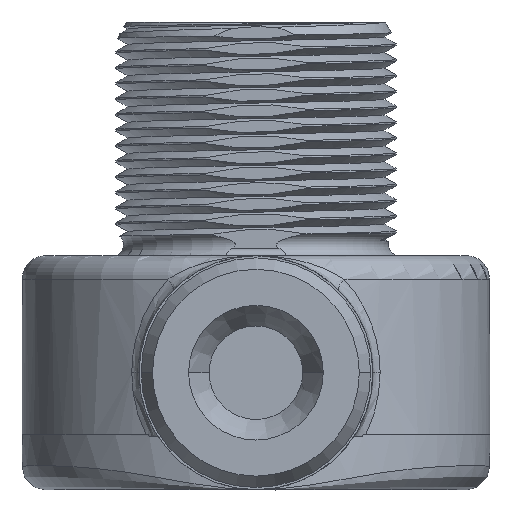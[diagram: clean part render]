
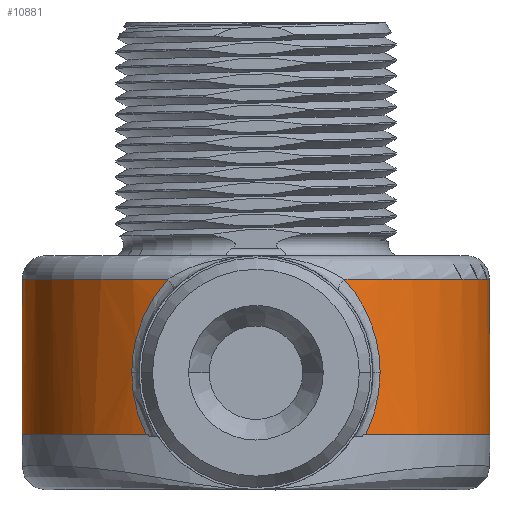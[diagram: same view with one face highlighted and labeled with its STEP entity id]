
A CAD part, front view. The second image highlights one B-rep face of the part: STEP entity #10881.
In plain terms, the highlighted cylindrical face has radius 15 mm (diameter 30 mm), a partial arc.
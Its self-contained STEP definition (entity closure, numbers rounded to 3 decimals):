
#4832=CARTESIAN_POINT('',(5.645,-13.897,
-1.5));
#4866=CARTESIAN_POINT('',(0.,0.,-11.468));
#4867=DIRECTION('',(0.,0.,1.));
#4868=DIRECTION('',(0.47,-0.883,0.));
#4869=AXIS2_PLACEMENT_3D('',#4866,#4867,#4868);
#4871=CARTESIAN_POINT('',(7.047,-13.241,-11.468));
#4872=CARTESIAN_POINT('',(7.111,-13.208,
-11.339));
#4873=CARTESIAN_POINT('',(7.231,-13.142,
-11.08));
#4874=CARTESIAN_POINT('',(7.391,-13.053,
-10.686));
#4875=CARTESIAN_POINT('',(7.531,-12.973,
-10.289));
#4876=CARTESIAN_POINT('',(7.651,-12.902,
-9.889));
#4877=CARTESIAN_POINT('',(7.751,-12.842,
-9.489));
#4878=CARTESIAN_POINT('',(7.831,-12.793,
-9.088));
#4879=CARTESIAN_POINT('',(7.893,-12.755,
-8.689));
#4880=CARTESIAN_POINT('',(7.937,-12.728,
-8.29));
#4881=CARTESIAN_POINT('',(7.963,-12.712,
-7.894));
#4882=CARTESIAN_POINT('',(7.969,-12.708,
-7.631));
#4883=CARTESIAN_POINT('',(7.969,-12.708,
-7.5));
#4885=CARTESIAN_POINT('',(7.969,-12.708,
-7.5));
#4886=CARTESIAN_POINT('',(7.969,-12.708,
-7.363));
#4887=CARTESIAN_POINT('',(7.962,-12.712,
-7.089));
#4888=CARTESIAN_POINT('',(7.934,-12.73,
-6.674));
#4889=CARTESIAN_POINT('',(7.886,-12.76,
-6.256));
#4890=CARTESIAN_POINT('',(7.818,-12.801,
-5.838));
#4891=CARTESIAN_POINT('',(7.729,-12.855,
-5.418));
#4892=CARTESIAN_POINT('',(7.62,-12.921,
-4.999));
#4893=CARTESIAN_POINT('',(7.488,-12.998,
-4.58));
#4894=CARTESIAN_POINT('',(7.334,-13.085,
-4.165));
#4895=CARTESIAN_POINT('',(7.157,-13.183,
-3.754));
#4896=CARTESIAN_POINT('',(6.958,-13.289,
-3.348));
#4897=CARTESIAN_POINT('',(6.736,-13.403,
-2.951));
#4898=CARTESIAN_POINT('',(6.493,-13.523,
-2.565));
#4899=CARTESIAN_POINT('',(6.23,-13.646,
-2.193));
#4900=CARTESIAN_POINT('',(5.947,-13.772,
-1.836));
#4901=CARTESIAN_POINT('',(5.747,-13.856,
-1.61));
#4902=CARTESIAN_POINT('',(5.645,-13.897,
-1.5));
#4904=CARTESIAN_POINT('',(0.,0.,-1.5));
#4905=DIRECTION('',(0.,0.,-1.));
#4906=DIRECTION('',(-1.,0.,0.));
#4907=AXIS2_PLACEMENT_3D('',#4904,#4905,#4906);
#4909=CARTESIAN_POINT('',(0.,0.,-1.5));
#4910=DIRECTION('',(0.,0.,-1.));
#4911=DIRECTION('',(-0.376,-0.926,0.));
#4912=AXIS2_PLACEMENT_3D('',#4909,#4910,#4911);
#4914=CARTESIAN_POINT('',(-5.644,-13.897,
-1.5));
#4915=CARTESIAN_POINT('',(-5.747,-13.856,
-1.61));
#4916=CARTESIAN_POINT('',(-5.947,-13.772,
-1.836));
#4917=CARTESIAN_POINT('',(-6.23,-13.646,
-2.193));
#4918=CARTESIAN_POINT('',(-6.493,-13.523,
-2.565));
#4919=CARTESIAN_POINT('',(-6.736,-13.403,
-2.951));
#4920=CARTESIAN_POINT('',(-6.958,-13.289,
-3.348));
#4921=CARTESIAN_POINT('',(-7.157,-13.183,
-3.754));
#4922=CARTESIAN_POINT('',(-7.334,-13.085,-4.165));
#4923=CARTESIAN_POINT('',(-7.488,-12.998,
-4.58));
#4924=CARTESIAN_POINT('',(-7.619,-12.921,
-4.998));
#4925=CARTESIAN_POINT('',(-7.729,-12.855,
-5.417));
#4926=CARTESIAN_POINT('',(-7.818,-12.802,
-5.837));
#4927=CARTESIAN_POINT('',(-7.886,-12.76,
-6.256));
#4928=CARTESIAN_POINT('',(-7.934,-12.73,
-6.674));
#4929=CARTESIAN_POINT('',(-7.962,-12.712,
-7.089));
#4930=CARTESIAN_POINT('',(-7.969,-12.708,
-7.363));
#4931=CARTESIAN_POINT('',(-7.969,-12.708,
-7.5));
#4933=CARTESIAN_POINT('',(-7.969,-12.708,
-7.5));
#4934=CARTESIAN_POINT('',(-7.969,-12.708,
-7.631));
#4935=CARTESIAN_POINT('',(-7.963,-12.712,
-7.894));
#4936=CARTESIAN_POINT('',(-7.937,-12.728,
-8.291));
#4937=CARTESIAN_POINT('',(-7.893,-12.755,
-8.689));
#4938=CARTESIAN_POINT('',(-7.831,-12.793,
-9.089));
#4939=CARTESIAN_POINT('',(-7.751,-12.843,
-9.49));
#4940=CARTESIAN_POINT('',(-7.651,-12.902,
-9.89));
#4941=CARTESIAN_POINT('',(-7.531,-12.973,
-10.29));
#4942=CARTESIAN_POINT('',(-7.391,-13.053,
-10.687));
#4943=CARTESIAN_POINT('',(-7.231,-13.142,
-11.08));
#4944=CARTESIAN_POINT('',(-7.111,-13.208,
-11.339));
#4945=CARTESIAN_POINT('',(-7.047,-13.241,-11.468));
#7195=CARTESIAN_POINT('',(-15.,0.,-1.5));
#7197=VERTEX_POINT('',#7195);
#7232=VERTEX_POINT('',#4832);
#7235=VERTEX_POINT('',#4885);
#7240=VERTEX_POINT('',#4914);
#7241=VERTEX_POINT('',#4931);
#7488=CARTESIAN_POINT('',(7.047,-13.241,-11.468));
#7489=CARTESIAN_POINT('',(-7.047,-13.241,-11.468));
#7490=VERTEX_POINT('',#7488);
#7491=VERTEX_POINT('',#7489);
#10862=CARTESIAN_POINT('',(0.,0.,-16.5));
#10863=DIRECTION('',(0.,0.,1.));
#10864=DIRECTION('',(1.,0.,0.));
#10865=AXIS2_PLACEMENT_3D('',#10862,#10863,#10864);
#10866=CYLINDRICAL_SURFACE('',#10865,15.);
#10868=ORIENTED_EDGE('',*,*,#10867,.F.);
#10870=ORIENTED_EDGE('',*,*,#10869,.T.);
#10871=ORIENTED_EDGE('',*,*,#10852,.T.);
#10872=ORIENTED_EDGE('',*,*,#10737,.F.);
#10874=ORIENTED_EDGE('',*,*,#10873,.F.);
#10876=ORIENTED_EDGE('',*,*,#10875,.T.);
#10878=ORIENTED_EDGE('',*,*,#10877,.T.);
#10879=EDGE_LOOP('',(#10868,#10870,#10871,#10872,#10874,#10876,#10878));
#10880=FACE_OUTER_BOUND('',#10879,.F.);
#10881=ADVANCED_FACE('',(#10880),#10866,.T.);
#4870=CIRCLE('',#4869,15.);
#4884=B_SPLINE_CURVE_WITH_KNOTS('',3,(#4871,#4872,#4873,#4874,#4875,#4876,#4877,
#4878,#4879,#4880,#4881,#4882,#4883),.UNSPECIFIED.,.F.,.F.,(4,1,1,1,1,1,1,1,1,1,
4),(0.,0.1,0.2,0.3,0.4,0.5,0.6,0.7,0.8,0.9,1.),
.UNSPECIFIED.);
#4903=B_SPLINE_CURVE_WITH_KNOTS('',3,(#4885,#4886,#4887,#4888,#4889,#4890,#4891,
#4892,#4893,#4894,#4895,#4896,#4897,#4898,#4899,#4900,#4901,#4902),
.UNSPECIFIED.,.F.,.F.,(4,1,1,1,1,1,1,1,1,1,1,1,1,1,1,4),(0.,0.067,
0.133,0.2,0.267,0.333,0.4,
0.467,0.533,0.6,0.667,0.733,
0.8,0.867,0.933,1.),.UNSPECIFIED.);
#4908=CIRCLE('',#4907,15.);
#4913=CIRCLE('',#4912,15.);
#4932=B_SPLINE_CURVE_WITH_KNOTS('',3,(#4914,#4915,#4916,#4917,#4918,#4919,#4920,
#4921,#4922,#4923,#4924,#4925,#4926,#4927,#4928,#4929,#4930,#4931),
.UNSPECIFIED.,.F.,.F.,(4,1,1,1,1,1,1,1,1,1,1,1,1,1,1,4),(0.,0.067,
0.133,0.2,0.267,0.333,0.4,
0.467,0.533,0.6,0.667,0.733,
0.8,0.867,0.933,1.),.UNSPECIFIED.);
#4946=B_SPLINE_CURVE_WITH_KNOTS('',3,(#4933,#4934,#4935,#4936,#4937,#4938,#4939,
#4940,#4941,#4942,#4943,#4944,#4945),.UNSPECIFIED.,.F.,.F.,(4,1,1,1,1,1,1,1,1,1,
4),(0.,0.1,0.2,0.3,0.4,0.5,0.6,0.7,0.8,0.9,1.),
.UNSPECIFIED.);
#10737=EDGE_CURVE('',#7197,#7232,#4908,.T.);
#10852=EDGE_CURVE('',#7235,#7232,#4903,.T.);
#10867=EDGE_CURVE('',#7490,#7491,#4870,.T.);
#10869=EDGE_CURVE('',#7490,#7235,#4884,.T.);
#10873=EDGE_CURVE('',#7240,#7197,#4913,.T.);
#10875=EDGE_CURVE('',#7240,#7241,#4932,.T.);
#10877=EDGE_CURVE('',#7241,#7491,#4946,.T.);
